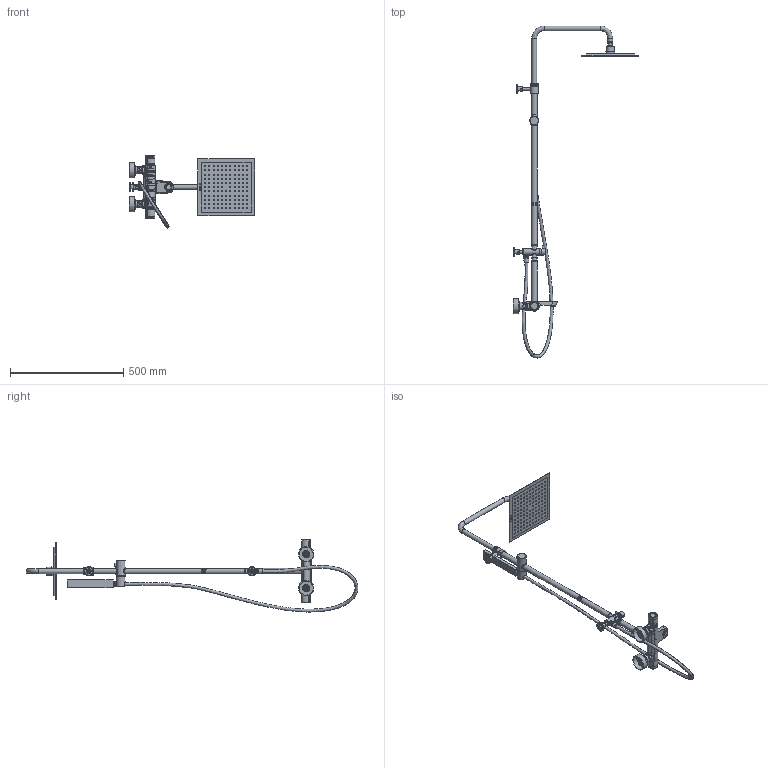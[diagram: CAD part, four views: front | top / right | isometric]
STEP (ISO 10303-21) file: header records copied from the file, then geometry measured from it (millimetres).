
FILE_DESCRIPTION (( 'STEP AP203' ), '1' );
FILE_NAME ('26CE04976.STEP', '2020-12-30T12:01:32', ( '' ), ( '' ), 'SwSTEP 2.0', 'SolidWorks 2018', '' );
FILE_SCHEMA (( 'CONFIG_CONTROL_DESIGN' ));
Products named in the file (1): 26CE04976
Bounding box: 551.91 x 1465.24 x 318.18 mm (x, y, z)
Volume: 1567744.4 mm3; surface area: 789862.6 mm2
Topology: 45 solids, 45 shells, 3754 faces, 8633 edges, 5422 vertices
Faces by surface type: plane 2642, cylinder 622, bspline 293, cone 156, torus 30, sphere 11
Full cylindrical faces by diameter (mm): 1 x164, 2.3 x1, 3.1 x1, 3.2 x1, 3.3 x4, 4 x5, 4.2 x1, 4.5 x1, 4.65 x1, 4.8 x1, 5 x1, 5.5 x2, 5.8 x7, 6 x3, 6.2 x1, 7 x2, 8 x1, 8.2 x1, 8.5 x2, 8.9 x1, 9 x3, 9.8 x2, 10 x3, 10.1 x1, 10.4 x2, 10.5 x2, 11 x2, 11.5 x1, 12 x2, 12.2 x2
Entity records: 137199 total; most frequent: CARTESIAN_POINT 61133, ORIENTED_EDGE 15782, DIRECTION 13840, EDGE_CURVE 7891, VERTEX_POINT 5264, EDGE_LOOP 4847, AXIS2_PLACEMENT_3D 4741, LINE 4358
